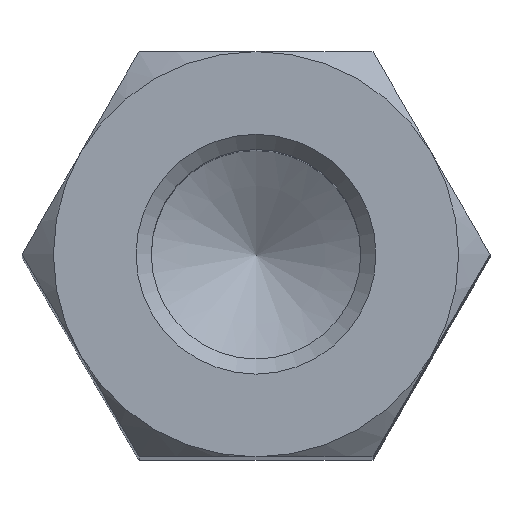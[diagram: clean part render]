
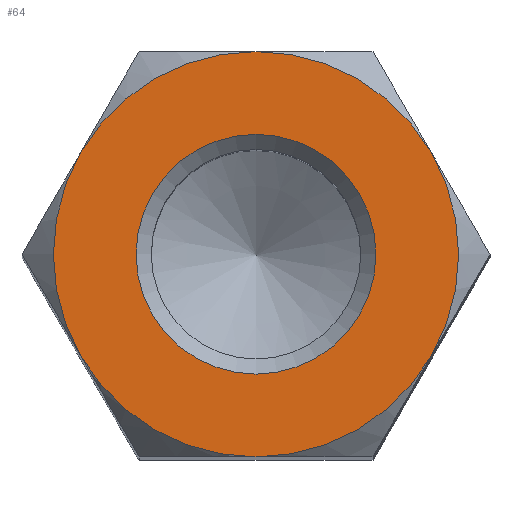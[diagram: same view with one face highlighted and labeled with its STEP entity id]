
A CAD part, top view. The second image highlights one B-rep face of the part: STEP entity #64.
In plain terms, the highlighted planar face has unit normal (0, 0, 1).
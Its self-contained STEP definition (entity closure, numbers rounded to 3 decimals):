
#64 = ADVANCED_FACE( '', ( #143, #144 ), #145, .F. );
#143 = FACE_BOUND( '', #244, .T. );
#144 = FACE_OUTER_BOUND( '', #245, .T. );
#145 = PLANE( '', #246 );
#244 = EDGE_LOOP( '', ( #366 ) );
#245 = EDGE_LOOP( '', ( #367, #368, #369, #370, #371, #372 ) );
#246 = AXIS2_PLACEMENT_3D( '', #373, #374, #375 );
#366 = ORIENTED_EDGE( '', *, *, #560, .T. );
#367 = ORIENTED_EDGE( '', *, *, #561, .T. );
#368 = ORIENTED_EDGE( '', *, *, #562, .T. );
#369 = ORIENTED_EDGE( '', *, *, #540, .T. );
#370 = ORIENTED_EDGE( '', *, *, #563, .T. );
#371 = ORIENTED_EDGE( '', *, *, #557, .T. );
#372 = ORIENTED_EDGE( '', *, *, #564, .T. );
#373 = CARTESIAN_POINT( '', ( 0., 0., 20. ) );
#374 = DIRECTION( '', ( 0., 0., -1. ) );
#375 = DIRECTION( '', ( -1., 0., 0. ) );
#540 = EDGE_CURVE( '', #625, #622, #626, .F. );
#557 = EDGE_CURVE( '', #652, #638, #653, .F. );
#560 = EDGE_CURVE( '', #656, #656, #657, .T. );
#561 = EDGE_CURVE( '', #658, #659, #660, .F. );
#562 = EDGE_CURVE( '', #659, #625, #661, .F. );
#563 = EDGE_CURVE( '', #622, #652, #662, .F. );
#564 = EDGE_CURVE( '', #638, #658, #663, .T. );
#622 = VERTEX_POINT( '', #744 );
#625 = VERTEX_POINT( '', #752 );
#626 = CIRCLE( '', #753, 4. );
#638 = VERTEX_POINT( '', #785 );
#652 = VERTEX_POINT( '', #833 );
#653 = CIRCLE( '', #834, 4. );
#656 = VERTEX_POINT( '', #844 );
#657 = CIRCLE( '', #845, 2.367 );
#658 = VERTEX_POINT( '', #846 );
#659 = VERTEX_POINT( '', #847 );
#660 = CIRCLE( '', #848, 4. );
#661 = CIRCLE( '', #849, 4. );
#662 = CIRCLE( '', #850, 4. );
#663 = CIRCLE( '', #851, 4. );
#744 = CARTESIAN_POINT( '', ( 3.464, -2., 20. ) );
#752 = CARTESIAN_POINT( '', ( 0., -4., 20. ) );
#753 = AXIS2_PLACEMENT_3D( '', #995, #996, #997 );
#785 = CARTESIAN_POINT( '', ( 0., 4., 20. ) );
#833 = CARTESIAN_POINT( '', ( 3.464, 2., 20. ) );
#834 = AXIS2_PLACEMENT_3D( '', #1006, #1007, #1008 );
#844 = CARTESIAN_POINT( '', ( 0., 2.367, 20. ) );
#845 = AXIS2_PLACEMENT_3D( '', #1009, #1010, #1011 );
#846 = CARTESIAN_POINT( '', ( -3.464, 2., 20. ) );
#847 = CARTESIAN_POINT( '', ( -3.464, -2., 20. ) );
#848 = AXIS2_PLACEMENT_3D( '', #1012, #1013, #1014 );
#849 = AXIS2_PLACEMENT_3D( '', #1015, #1016, #1017 );
#850 = AXIS2_PLACEMENT_3D( '', #1018, #1019, #1020 );
#851 = AXIS2_PLACEMENT_3D( '', #1021, #1022, #1023 );
#995 = CARTESIAN_POINT( '', ( 0., 0., 20. ) );
#996 = DIRECTION( '', ( 0., 0., -1. ) );
#997 = DIRECTION( '', ( -1., 0., 0. ) );
#1006 = CARTESIAN_POINT( '', ( 0., 0., 20. ) );
#1007 = DIRECTION( '', ( 0., 0., -1. ) );
#1008 = DIRECTION( '', ( -1., 0., 0. ) );
#1009 = CARTESIAN_POINT( '', ( 0., 0., 20. ) );
#1010 = DIRECTION( '', ( 0., 0., -1. ) );
#1011 = DIRECTION( '', ( 0., 1., 0. ) );
#1012 = CARTESIAN_POINT( '', ( 0., 0., 20. ) );
#1013 = DIRECTION( '', ( 0., 0., -1. ) );
#1014 = DIRECTION( '', ( -1., 0., 0. ) );
#1015 = CARTESIAN_POINT( '', ( 0., 0., 20. ) );
#1016 = DIRECTION( '', ( 0., 0., -1. ) );
#1017 = DIRECTION( '', ( -1., 0., 0. ) );
#1018 = CARTESIAN_POINT( '', ( 0., 0., 20. ) );
#1019 = DIRECTION( '', ( 0., 0., -1. ) );
#1020 = DIRECTION( '', ( -1., 0., 0. ) );
#1021 = CARTESIAN_POINT( '', ( 0., 0., 20. ) );
#1022 = DIRECTION( '', ( 0., 0., 1. ) );
#1023 = DIRECTION( '', ( 1., 0., 0. ) );
